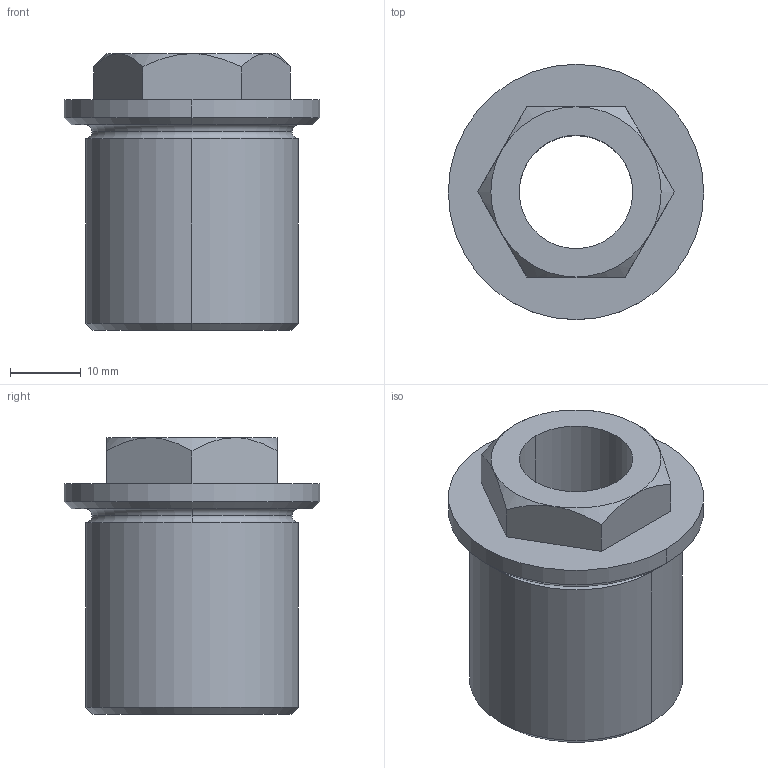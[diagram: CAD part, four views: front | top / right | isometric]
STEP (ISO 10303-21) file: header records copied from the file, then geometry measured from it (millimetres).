
FILE_DESCRIPTION(('STEP AP214'),'1');
FILE_NAME('HALDERN_EH_22400_0916.stp','2017-07-04T09:21:03',('TraceParts'),('TraceParts S.A.'),'Spatial InterOp 3D',' ',' ');
FILE_SCHEMA(('automotive_design'));
Length unit declared in the file: millimetre
Products named in the file (1): HALDERN_EH_22400_0916
Bounding box: 36 x 36 x 39 mm (x, y, z)
Volume: 18601.3 mm3; surface area: 7336.4 mm2
Topology: 1 solids, 1 shells, 38 faces, 83 edges, 49 vertices
Faces by surface type: cone 14, cylinder 10, plane 10, torus 4
Entity records: 1372 total; most frequent: CARTESIAN_POINT 219, DIRECTION 190, ORIENTED_EDGE 166, EDGE_CURVE 83, AXIS2_PLACEMENT_3D 80, VERTEX_POINT 49, EDGE_LOOP 42, CIRCLE 41
